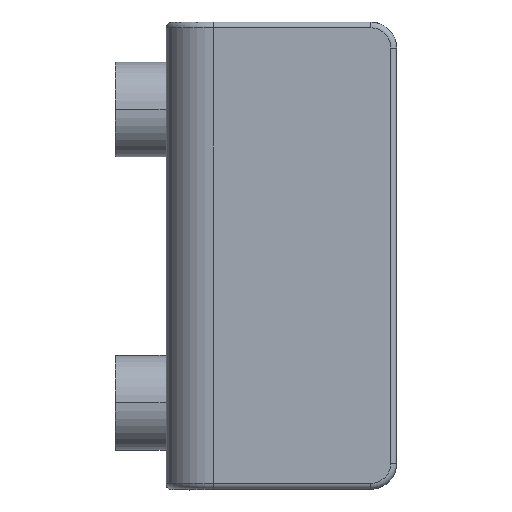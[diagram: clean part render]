
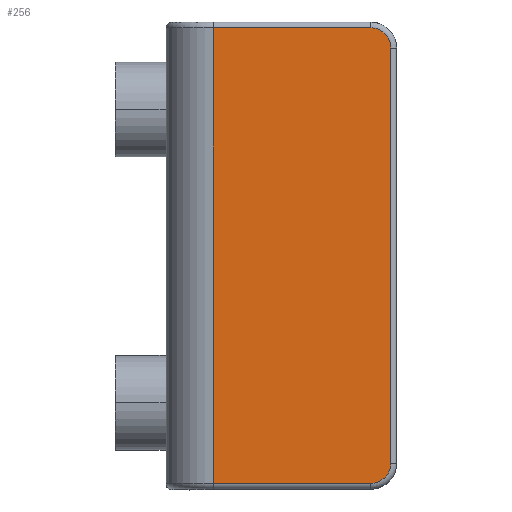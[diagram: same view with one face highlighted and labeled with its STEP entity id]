
A CAD part, top view. The second image highlights one B-rep face of the part: STEP entity #256.
In plain terms, the highlighted planar face has unit normal (0, 0, 1).
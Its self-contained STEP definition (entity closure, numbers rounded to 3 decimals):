
#8 = ORIENTED_EDGE ( 'NONE', *, *, #1735, .T. ) ;
#13 = LINE ( 'NONE', #327, #451 ) ;
#67 = EDGE_CURVE ( 'NONE', #596, #1946, #13, .T. ) ;
#74 = VERTEX_POINT ( 'NONE', #1861 ) ;
#78 = VECTOR ( 'NONE', #1810, 1000. ) ;
#91 = CARTESIAN_POINT ( 'NONE',  ( 18.876, -18.188, 0. ) ) ;
#116 = CARTESIAN_POINT ( 'NONE',  ( 17.938, 19.126, 0. ) ) ;
#147 = VECTOR ( 'NONE', #494, 1000. ) ;
#148 = DIRECTION ( 'NONE',  ( -1., 0., 0. ) ) ;
#151 = CARTESIAN_POINT ( 'NONE',  ( 19., 17.55, 0. ) ) ;
#233 = DIRECTION ( 'NONE',  ( 0., 1., 0. ) ) ;
#256 = ADVANCED_FACE ( 'NONE', ( #1921 ), #339, .T. ) ;
#257 = CARTESIAN_POINT ( 'NONE',  ( 17.567, -19.235, 0. ) ) ;
#260 = CARTESIAN_POINT ( 'NONE',  ( 18.419, 18.835, 0. ) ) ;
#284 = ORIENTED_EDGE ( 'NONE', *, *, #1433, .F. ) ;
#288 = CARTESIAN_POINT ( 'NONE',  ( 17.875, -19.15, 0. ) ) ;
#292 = CARTESIAN_POINT ( 'NONE',  ( 17.725, 19.21, 0. ) ) ;
#313 = DIRECTION ( 'NONE',  ( 1., 0., 0. ) ) ;
#327 = CARTESIAN_POINT ( 'NONE',  ( 0., 19.25, 0. ) ) ;
#339 = PLANE ( 'NONE',  #1208 ) ;
#373 = CARTESIAN_POINT ( 'NONE',  ( 17.3, 19.25, 0. ) ) ;
#414 = CARTESIAN_POINT ( 'NONE',  ( 19., -17.55, 0. ) ) ;
#424 = CARTESIAN_POINT ( 'NONE',  ( 4., 19.25, 0. ) ) ;
#425 = CARTESIAN_POINT ( 'NONE',  ( 18.143, -19.045, 0. ) ) ;
#429 = CARTESIAN_POINT ( 'NONE',  ( 17.953, 19.12, 0. ) ) ;
#441 = CARTESIAN_POINT ( 'NONE',  ( 18.667, 18.587, 0. ) ) ;
#451 = VECTOR ( 'NONE', #148, 1000. ) ;
#468 = CARTESIAN_POINT ( 'NONE',  ( 18.02, 19.091, 0. ) ) ;
#489 = B_SPLINE_CURVE_WITH_KNOTS ( 'NONE', 3,
 ( #1713, #570, #257, #1988, #1224, #288, #926, #425, #1070, #1385, #902, #1665, #1830, #2004, #2024, #91, #583, #1201, #414 ),
 .UNSPECIFIED., .F., .F.,
 ( 4, 1, 1, 2, 2, 2, 1, 1, 1, 2, 2, 4 ),
 ( 0., 0.125, 0.188, 0.219, 0.25, 0.5, 0.625, 0.688, 0.719, 0.734, 0.75, 1. ),
 .UNSPECIFIED. ) ;
#494 = DIRECTION ( 'NONE',  ( 1., 0., 0. ) ) ;
#511 = EDGE_CURVE ( 'NONE', #1053, #704, #489, .T. ) ;
#525 = VECTOR ( 'NONE', #233, 1000. ) ;
#570 = CARTESIAN_POINT ( 'NONE',  ( 17.408, -19.25, 0. ) ) ;
#583 = CARTESIAN_POINT ( 'NONE',  ( 18.96, -17.975, 0. ) ) ;
#596 = VERTEX_POINT ( 'NONE', #373 ) ;
#635 = CARTESIAN_POINT ( 'NONE',  ( 17.3, 19.25, 0. ) ) ;
#704 = VERTEX_POINT ( 'NONE', #1986 ) ;
#794 = CARTESIAN_POINT ( 'NONE',  ( 18.942, 17.998, 0. ) ) ;
#812 = B_SPLINE_CURVE_WITH_KNOTS ( 'NONE', 3,
 ( #151, #1854, #1054, #794, #1239, #1863, #2041, #1216, #441, #260, #929, #1410, #468, #1089, #429, #116, #292, #1064, #635 ),
 .UNSPECIFIED., .F., .F.,
 ( 4, 1, 1, 2, 2, 2, 1, 1, 1, 2, 2, 4 ),
 ( 0., 0.125, 0.187, 0.219, 0.25, 0.5, 0.625, 0.687, 0.719, 0.734, 0.75, 1. ),
 .UNSPECIFIED. ) ;
#814 = DIRECTION ( 'NONE',  ( 0., 0., 1. ) ) ;
#842 = ORIENTED_EDGE ( 'NONE', *, *, #511, .T. ) ;
#888 = CARTESIAN_POINT ( 'NONE',  ( 4., 71.242, 0. ) ) ;
#896 = CARTESIAN_POINT ( 'NONE',  ( 4., -19.25, 0. ) ) ;
#902 = CARTESIAN_POINT ( 'NONE',  ( 18.694, -18.535, 0. ) ) ;
#926 = CARTESIAN_POINT ( 'NONE',  ( 17.899, -19.141, 0. ) ) ;
#929 = CARTESIAN_POINT ( 'NONE',  ( 18.285, 18.944, 0. ) ) ;
#993 = EDGE_LOOP ( 'NONE', ( #1376, #284, #8, #842, #1143, #1218 ) ) ;
#1053 = VERTEX_POINT ( 'NONE', #1331 ) ;
#1054 = CARTESIAN_POINT ( 'NONE',  ( 18.985, 17.817, 0. ) ) ;
#1064 = CARTESIAN_POINT ( 'NONE',  ( 17.517, 19.25, 0. ) ) ;
#1070 = CARTESIAN_POINT ( 'NONE',  ( 18.337, -18.917, 0. ) ) ;
#1089 = CARTESIAN_POINT ( 'NONE',  ( 17.98, 19.108, 0. ) ) ;
#1143 = ORIENTED_EDGE ( 'NONE', *, *, #1472, .T. ) ;
#1192 = LINE ( 'NONE', #888, #525 ) ;
#1201 = CARTESIAN_POINT ( 'NONE',  ( 19., -17.767, 0. ) ) ;
#1208 = AXIS2_PLACEMENT_3D ( 'NONE', #1295, #814, #313 ) ;
#1216 = CARTESIAN_POINT ( 'NONE',  ( 18.795, 18.393, 0. ) ) ;
#1218 = ORIENTED_EDGE ( 'NONE', *, *, #1598, .T. ) ;
#1224 = CARTESIAN_POINT ( 'NONE',  ( 17.825, -19.167, 0. ) ) ;
#1239 = CARTESIAN_POINT ( 'NONE',  ( 18.917, 18.075, 0. ) ) ;
#1295 = CARTESIAN_POINT ( 'NONE',  ( 0., -19.75, 0. ) ) ;
#1331 = CARTESIAN_POINT ( 'NONE',  ( 17.3, -19.25, 0. ) ) ;
#1376 = ORIENTED_EDGE ( 'NONE', *, *, #67, .T. ) ;
#1385 = CARTESIAN_POINT ( 'NONE',  ( 18.585, -18.669, 0. ) ) ;
#1410 = CARTESIAN_POINT ( 'NONE',  ( 18.111, 19.046, 0. ) ) ;
#1433 = EDGE_CURVE ( 'NONE', #1537, #1946, #1192, .T. ) ;
#1472 = EDGE_CURVE ( 'NONE', #704, #74, #1985, .T. ) ;
#1514 = CARTESIAN_POINT ( 'NONE',  ( 19., -19.75, 0. ) ) ;
#1537 = VERTEX_POINT ( 'NONE', #896 ) ;
#1598 = EDGE_CURVE ( 'NONE', #74, #596, #812, .T. ) ;
#1665 = CARTESIAN_POINT ( 'NONE',  ( 18.796, -18.361, 0. ) ) ;
#1713 = CARTESIAN_POINT ( 'NONE',  ( 17.3, -19.25, 0. ) ) ;
#1735 = EDGE_CURVE ( 'NONE', #1537, #1053, #1915, .T. ) ;
#1810 = DIRECTION ( 'NONE',  ( 0., 1., 0. ) ) ;
#1830 = CARTESIAN_POINT ( 'NONE',  ( 18.841, -18.27, 0. ) ) ;
#1854 = CARTESIAN_POINT ( 'NONE',  ( 19., 17.658, 0. ) ) ;
#1861 = CARTESIAN_POINT ( 'NONE',  ( 19., 17.55, 0. ) ) ;
#1863 = CARTESIAN_POINT ( 'NONE',  ( 18.9, 18.125, 0. ) ) ;
#1899 = CARTESIAN_POINT ( 'NONE',  ( 0., -19.25, 0. ) ) ;
#1915 = LINE ( 'NONE', #1899, #147 ) ;
#1921 = FACE_OUTER_BOUND ( 'NONE', #993, .T. ) ;
#1946 = VERTEX_POINT ( 'NONE', #424 ) ;
#1985 = LINE ( 'NONE', #1514, #78 ) ;
#1986 = CARTESIAN_POINT ( 'NONE',  ( 19., -17.55, 0. ) ) ;
#1988 = CARTESIAN_POINT ( 'NONE',  ( 17.748, -19.192, 0. ) ) ;
#2004 = CARTESIAN_POINT ( 'NONE',  ( 18.858, -18.23, 0. ) ) ;
#2024 = CARTESIAN_POINT ( 'NONE',  ( 18.87, -18.203, 0. ) ) ;
#2041 = CARTESIAN_POINT ( 'NONE',  ( 18.891, 18.149, 0. ) ) ;
